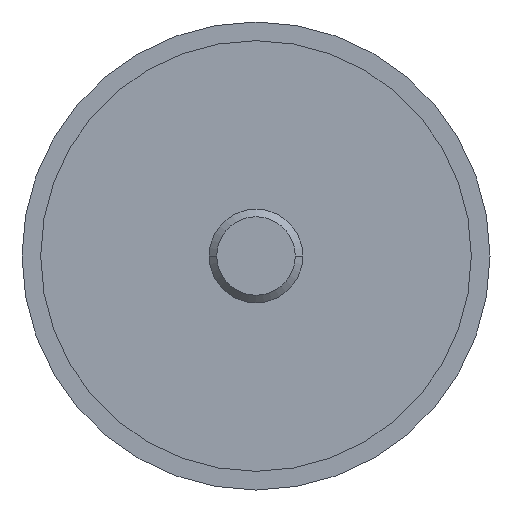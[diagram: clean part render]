
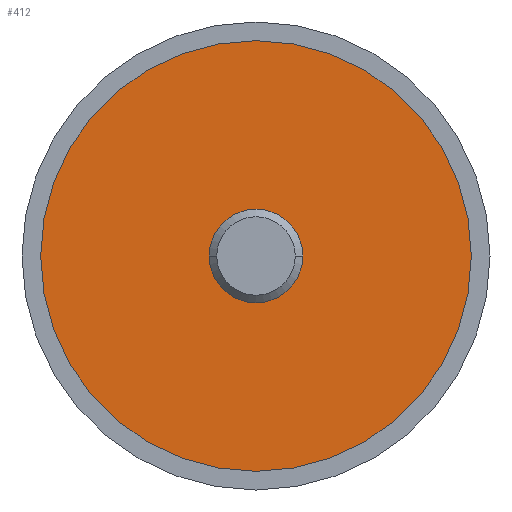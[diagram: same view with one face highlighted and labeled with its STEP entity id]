
A CAD part, front view. The second image highlights one B-rep face of the part: STEP entity #412.
In plain terms, the highlighted planar face has unit normal (0, -1, 0).
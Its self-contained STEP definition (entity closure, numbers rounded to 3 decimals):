
#252=EDGE_CURVE('',#346,#360,#614,.T.);
#264=EDGE_CURVE('',#284,#310,#627,.T.);
#284=VERTEX_POINT('',#648);
#310=VERTEX_POINT('',#680);
#346=VERTEX_POINT('',#720);
#360=VERTEX_POINT('',#737);
#412=ADVANCED_FACE('',(#801,#802),#803,.T.);
#426=EDGE_CURVE('',#360,#346,#818,.T.);
#472=EDGE_CURVE('',#310,#284,#867,.T.);
#614=CIRCLE('',#1020,5.0);
#627=CIRCLE('',#1040,23.0);
#648=CARTESIAN_POINT('',(-23.0,0.0,0.));
#680=CARTESIAN_POINT('',(23.0,0.0,0.0));
#720=CARTESIAN_POINT('',(-5.0,0.0,0.));
#737=CARTESIAN_POINT('',(5.0,0.0,0.));
#801=FACE_BOUND('',#1252,.T.);
#802=FACE_OUTER_BOUND('',#1253,.T.);
#803=PLANE('',#1254);
#818=CIRCLE('',#1274,5.0);
#867=CIRCLE('',#1340,23.0);
#1020=AXIS2_PLACEMENT_3D('',#1521,#1522,#1523);
#1040=AXIS2_PLACEMENT_3D('',#1535,#1536,#1537);
#1252=EDGE_LOOP('',(#1747,#1748));
#1253=EDGE_LOOP('',(#1749,#1750));
#1254=AXIS2_PLACEMENT_3D('',#1751,#1752,#1753);
#1274=AXIS2_PLACEMENT_3D('',#1769,#1770,#1771);
#1340=AXIS2_PLACEMENT_3D('',#1829,#1830,#1831);
#1521=CARTESIAN_POINT('',(0.0,0.0,0.0));
#1522=DIRECTION('',(-0.0,1.0,0.0));
#1523=DIRECTION('',(1.0,0.0,0.0));
#1535=CARTESIAN_POINT('',(0.0,0.0,0.0));
#1536=DIRECTION('',(0.0,-1.0,0.0));
#1537=DIRECTION('',(1.0,0.0,0.0));
#1747=ORIENTED_EDGE('',*,*,#252,.T.);
#1748=ORIENTED_EDGE('',*,*,#426,.T.);
#1749=ORIENTED_EDGE('',*,*,#472,.T.);
#1750=ORIENTED_EDGE('',*,*,#264,.T.);
#1751=CARTESIAN_POINT('',(0.0,0.0,0.0));
#1752=DIRECTION('',(0.0,-1.0,0.0));
#1753=DIRECTION('',(-1.0,0.0,0.0));
#1769=CARTESIAN_POINT('',(0.0,0.0,0.0));
#1770=DIRECTION('',(-0.0,1.0,0.0));
#1771=DIRECTION('',(1.0,0.0,0.0));
#1829=CARTESIAN_POINT('',(0.0,0.0,0.0));
#1830=DIRECTION('',(0.0,-1.0,0.0));
#1831=DIRECTION('',(1.0,0.0,0.0));
